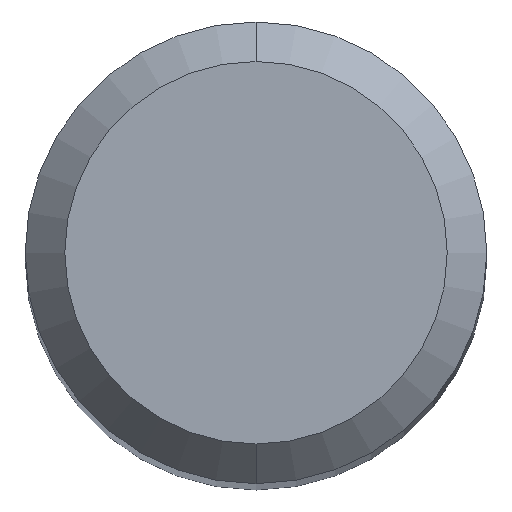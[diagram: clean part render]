
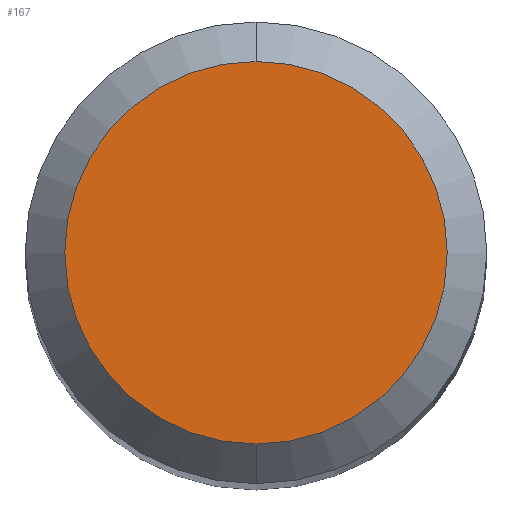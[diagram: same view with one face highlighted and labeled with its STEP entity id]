
A CAD part, top view. The second image highlights one B-rep face of the part: STEP entity #167.
In plain terms, the highlighted planar face has unit normal (0, 0, 1).
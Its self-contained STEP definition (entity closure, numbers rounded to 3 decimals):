
#149=VERTEX_POINT('',#381);
#167=ADVANCED_FACE('',(#403),#404,.T.);
#193=EDGE_CURVE('',#253,#149,#433,.T.);
#253=VERTEX_POINT('',#500);
#317=EDGE_CURVE('',#149,#253,#570,.T.);
#381=CARTESIAN_POINT('',(0.0,1.45,0.0));
#403=FACE_OUTER_BOUND('',#662,.T.);
#404=PLANE('',#663);
#433=CIRCLE('',#699,1.45);
#500=CARTESIAN_POINT('',(0.,-1.45,0.0));
#570=CIRCLE('',#885,1.45);
#662=EDGE_LOOP('',(#981,#982));
#663=AXIS2_PLACEMENT_3D('',#983,#984,#985);
#699=AXIS2_PLACEMENT_3D('',#1015,#1016,#1017);
#885=AXIS2_PLACEMENT_3D('',#1186,#1187,#1188);
#981=ORIENTED_EDGE('',*,*,#317,.F.);
#982=ORIENTED_EDGE('',*,*,#193,.F.);
#983=CARTESIAN_POINT('',(0.0,0.725,0.0));
#984=DIRECTION('',(-0.0,0.0,1.0));
#985=DIRECTION('',(0.0,-1.0,0.0));
#1015=CARTESIAN_POINT('',(0.0,0.0,0.0));
#1016=DIRECTION('',(0.0,0.0,-1.0));
#1017=DIRECTION('',(0.0,1.0,0.0));
#1186=CARTESIAN_POINT('',(0.0,0.0,0.0));
#1187=DIRECTION('',(0.0,0.0,-1.0));
#1188=DIRECTION('',(0.0,1.0,0.0));
